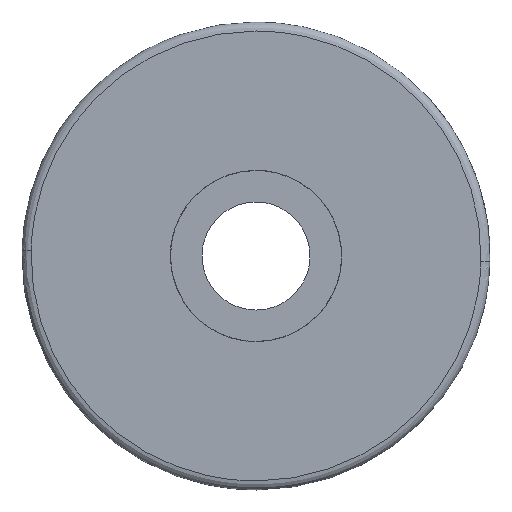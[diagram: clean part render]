
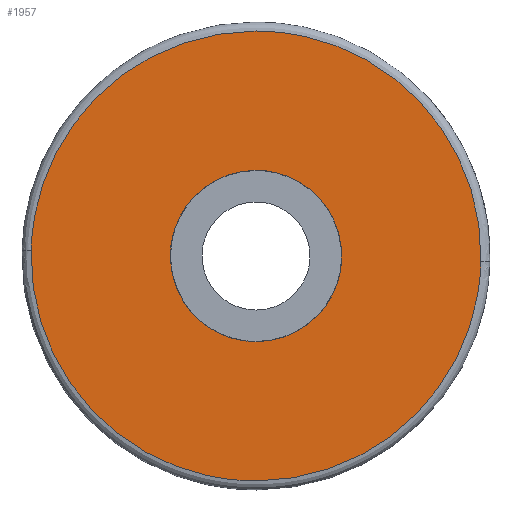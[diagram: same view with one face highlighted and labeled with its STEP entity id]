
A CAD part, front view. The second image highlights one B-rep face of the part: STEP entity #1957.
In plain terms, the highlighted free-form (B-spline) face has degree [1, 1] with [2, 2] control points.
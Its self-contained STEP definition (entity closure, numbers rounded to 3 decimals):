
#817=CARTESIAN_POINT('',(-4.727,0.,0.562));
#818=VERTEX_POINT('',#817);
#824=CARTESIAN_POINT('',(0.0,0.0,-4.76));
#825=VERTEX_POINT('',#824);
#826=CARTESIAN_POINT('',(-4.727,0.,0.562));
#827=CARTESIAN_POINT('',(-4.76,0.0,0.282));
#828=CARTESIAN_POINT('',(-4.76,0.0,0.0));
#829=CARTESIAN_POINT('',(-4.76,0.0,-4.76));
#830=CARTESIAN_POINT('',(0.0,0.0,-4.76));
#838=(BOUNDED_CURVE()B_SPLINE_CURVE(2,(#826,#827,#828,#829,#830),.UNSPECIFIED.,.F.,.U.)B_SPLINE_CURVE_WITH_KNOTS((3,2,3),(0.23,0.25,0.5),.UNSPECIFIED.)CURVE()GEOMETRIC_REPRESENTATION_ITEM()RATIONAL_B_SPLINE_CURVE((0.956,0.976,1.0,0.707,1.0))REPRESENTATION_ITEM(''));
#839=EDGE_CURVE('',#818,#825,#838,.T.);
#841=CARTESIAN_POINT('',(4.751,0.,-0.291));
#842=VERTEX_POINT('',#841);
#843=CARTESIAN_POINT('',(0.0,0.0,-4.76));
#844=CARTESIAN_POINT('',(4.478,0.0,-4.76));
#845=CARTESIAN_POINT('',(4.751,0.,-0.291));
#853=(BOUNDED_CURVE()B_SPLINE_CURVE(2,(#843,#844,#845),.UNSPECIFIED.,.F.,.U.)B_SPLINE_CURVE_WITH_KNOTS((3,3),(0.5,0.739),.UNSPECIFIED.)CURVE()GEOMETRIC_REPRESENTATION_ITEM()RATIONAL_B_SPLINE_CURVE((1.0,0.72,0.976))REPRESENTATION_ITEM(''));
#854=EDGE_CURVE('',#825,#842,#853,.T.);
#928=CARTESIAN_POINT('',(0.0,0.0,4.76));
#929=VERTEX_POINT('',#928);
#930=CARTESIAN_POINT('',(4.751,0.,-0.291));
#931=CARTESIAN_POINT('',(4.76,0.0,-0.145));
#932=CARTESIAN_POINT('',(4.76,0.0,0.0));
#933=CARTESIAN_POINT('',(4.76,0.0,4.76));
#934=CARTESIAN_POINT('',(0.0,0.0,4.76));
#942=(BOUNDED_CURVE()B_SPLINE_CURVE(2,(#930,#931,#932,#933,#934),.UNSPECIFIED.,.F.,.U.)B_SPLINE_CURVE_WITH_KNOTS((3,2,3),(0.739,0.75,1.0),.UNSPECIFIED.)CURVE()GEOMETRIC_REPRESENTATION_ITEM()RATIONAL_B_SPLINE_CURVE((0.976,0.988,1.0,0.707,1.0))REPRESENTATION_ITEM(''));
#943=EDGE_CURVE('',#842,#929,#942,.T.);
#945=CARTESIAN_POINT('',(0.0,0.0,4.76));
#946=CARTESIAN_POINT('',(-4.228,0.0,4.76));
#947=CARTESIAN_POINT('',(-4.727,0.,0.562));
#955=(BOUNDED_CURVE()B_SPLINE_CURVE(2,(#945,#946,#947),.UNSPECIFIED.,.F.,.U.)B_SPLINE_CURVE_WITH_KNOTS((3,3),(0.0,0.23),.UNSPECIFIED.)CURVE()GEOMETRIC_REPRESENTATION_ITEM()RATIONAL_B_SPLINE_CURVE((1.0,0.731,0.956))REPRESENTATION_ITEM(''));
#956=EDGE_CURVE('',#929,#818,#955,.T.);
#1605=CARTESIAN_POINT('',(-12.496,0.,0.314));
#1606=VERTEX_POINT('',#1605);
#1607=CARTESIAN_POINT('',(0.0,0.,-12.5));
#1608=VERTEX_POINT('',#1607);
#1609=CARTESIAN_POINT('',(-12.496,0.,0.314));
#1610=CARTESIAN_POINT('',(-12.5,0.,0.157));
#1611=CARTESIAN_POINT('',(-12.5,0.,0.));
#1612=CARTESIAN_POINT('',(-12.5,0.,-12.5));
#1613=CARTESIAN_POINT('',(0.0,0.,-12.5));
#1621=(BOUNDED_CURVE()B_SPLINE_CURVE(2,(#1609,#1610,#1611,#1612,#1613),.UNSPECIFIED.,.F.,.U.)B_SPLINE_CURVE_WITH_KNOTS((3,2,3),(0.746,0.75,1.0),.UNSPECIFIED.)CURVE()GEOMETRIC_REPRESENTATION_ITEM()RATIONAL_B_SPLINE_CURVE((0.99,0.995,1.0,0.707,1.0))REPRESENTATION_ITEM(''));
#1622=EDGE_CURVE('',#1606,#1608,#1621,.T.);
#1639=CARTESIAN_POINT('',(12.496,0.,-0.314));
#1640=VERTEX_POINT('',#1639);
#1654=CARTESIAN_POINT('',(0.0,0.,-12.5));
#1655=CARTESIAN_POINT('',(12.19,0.,-12.5));
#1656=CARTESIAN_POINT('',(12.496,0.,-0.314));
#1664=(BOUNDED_CURVE()B_SPLINE_CURVE(2,(#1654,#1655,#1656),.UNSPECIFIED.,.F.,.U.)B_SPLINE_CURVE_WITH_KNOTS((3,3),(0.0,0.246),.UNSPECIFIED.)CURVE()GEOMETRIC_REPRESENTATION_ITEM()RATIONAL_B_SPLINE_CURVE((1.0,0.712,0.99))REPRESENTATION_ITEM(''));
#1665=EDGE_CURVE('',#1608,#1640,#1664,.T.);
#1693=CARTESIAN_POINT('',(0.0,0.,12.5));
#1694=VERTEX_POINT('',#1693);
#1695=CARTESIAN_POINT('',(0.0,0.,12.5));
#1696=CARTESIAN_POINT('',(-12.19,0.,12.5));
#1697=CARTESIAN_POINT('',(-12.496,0.,0.314));
#1705=(BOUNDED_CURVE()B_SPLINE_CURVE(2,(#1695,#1696,#1697),.UNSPECIFIED.,.F.,.U.)B_SPLINE_CURVE_WITH_KNOTS((3,3),(0.5,0.746),.UNSPECIFIED.)CURVE()GEOMETRIC_REPRESENTATION_ITEM()RATIONAL_B_SPLINE_CURVE((1.0,0.712,0.99))REPRESENTATION_ITEM(''));
#1706=EDGE_CURVE('',#1694,#1606,#1705,.T.);
#1708=CARTESIAN_POINT('',(12.496,0.,-0.314));
#1709=CARTESIAN_POINT('',(12.5,0.,-0.157));
#1710=CARTESIAN_POINT('',(12.5,0.,0.));
#1711=CARTESIAN_POINT('',(12.5,0.,12.5));
#1712=CARTESIAN_POINT('',(0.0,0.,12.5));
#1720=(BOUNDED_CURVE()B_SPLINE_CURVE(2,(#1708,#1709,#1710,#1711,#1712),.UNSPECIFIED.,.F.,.U.)B_SPLINE_CURVE_WITH_KNOTS((3,2,3),(0.246,0.25,0.5),.UNSPECIFIED.)CURVE()GEOMETRIC_REPRESENTATION_ITEM()RATIONAL_B_SPLINE_CURVE((0.99,0.995,1.0,0.707,1.0))REPRESENTATION_ITEM(''));
#1721=EDGE_CURVE('',#1640,#1694,#1720,.T.);
#1940=CARTESIAN_POINT('',(-13.744,0.,-13.749));
#1941=CARTESIAN_POINT('',(-13.744,0.,13.749));
#1942=CARTESIAN_POINT('',(13.744,0.,-13.749));
#1943=CARTESIAN_POINT('',(13.744,0.,13.749));
#1944=B_SPLINE_SURFACE_WITH_KNOTS('',1,1,((#1940,#1942),(#1941,#1943)),.UNSPECIFIED.,.F.,.F.,.U.,(2,2),(2,2),(0.0,27.498),(0.0,27.489),.UNSPECIFIED.);
#1945=ORIENTED_EDGE('',*,*,#1665,.T.);
#1946=ORIENTED_EDGE('',*,*,#1721,.T.);
#1947=ORIENTED_EDGE('',*,*,#1706,.T.);
#1948=ORIENTED_EDGE('',*,*,#1622,.T.);
#1949=EDGE_LOOP('',(#1945,#1946,#1947,#1948));
#1950=FACE_OUTER_BOUND('',#1949,.T.);
#1951=ORIENTED_EDGE('',*,*,#854,.F.);
#1952=ORIENTED_EDGE('',*,*,#839,.F.);
#1953=ORIENTED_EDGE('',*,*,#956,.F.);
#1954=ORIENTED_EDGE('',*,*,#943,.F.);
#1955=EDGE_LOOP('',(#1951,#1952,#1953,#1954));
#1956=FACE_BOUND('',#1955,.T.);
#1957=ADVANCED_FACE('',(#1950,#1956),#1944,.F.);
